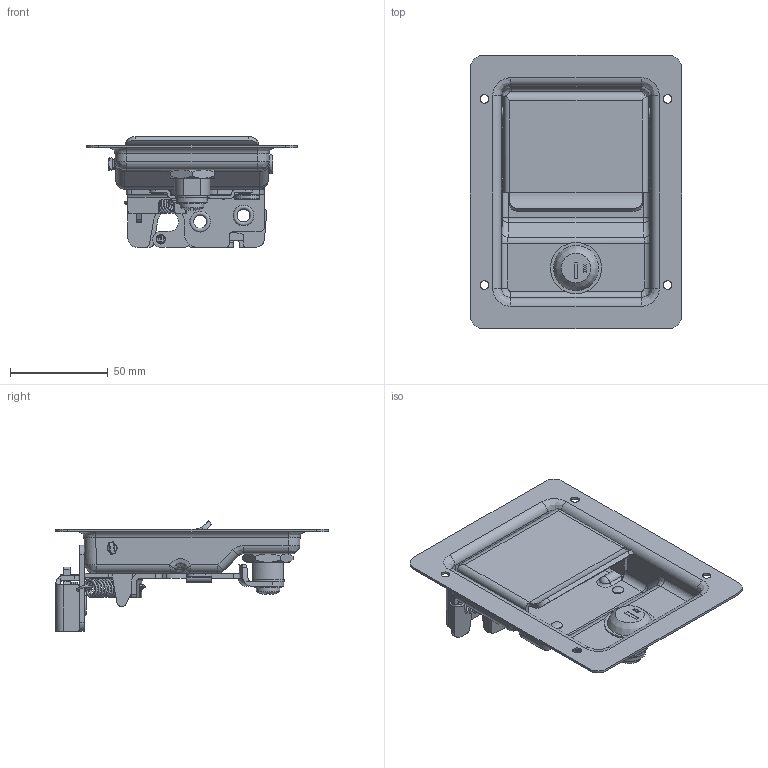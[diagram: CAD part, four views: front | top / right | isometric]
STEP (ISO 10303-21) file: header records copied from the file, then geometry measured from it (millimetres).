
FILE_DESCRIPTION((''),'2;1');
FILE_NAME('3-7901_SS.stp','2013-03-15T14:24:13',('fredp'),(''),'Autodesk Inventor 2013','Autodesk Inventor 2013','');
FILE_SCHEMA(('AUTOMOTIVE_DESIGN { 1 0 10303 214 1 1 1 1 }'));
Length unit declared in the file: inch
Products named in the file (1): 3-7901_SS
Bounding box: 107.95 x 139.7 x 56.74 mm (x, y, z)
Volume: 72695.6 mm3; surface area: 89552.7 mm2
Topology: 25 solids, 25 shells, 1787 faces, 4670 edges, 3042 vertices
Faces by surface type: plane 1037, cylinder 327, bspline 316, torus 58, cone 24, sphere 19, revolution 6
Full cylindrical faces by diameter (mm): 1.016 x4, 2.337 x1, 3.124 x2, 3.175 x1, 3.366 x2, 3.962 x1, 4.318 x2, 4.366 x4, 4.572 x1, 4.775 x1, 4.826 x2, 5.055 x4, 5.334 x2, 5.588 x1, 5.664 x2, 6.287 x1, 6.515 x1, 6.629 x2, 8.42 x4, 9.525 x1, 9.665 x1, 9.97 x1, 11.113 x2, 11.367 x2, 11.938 x1, 12.7 x3, 14.224 x1, 15.02 x1, 26.187 x1
Entity records: 63683 total; most frequent: CARTESIAN_POINT 19739, ORIENTED_EDGE 9086, DIRECTION 7681, EDGE_CURVE 4543, VECTOR 3029, LINE 3029, VERTEX_POINT 3028, AXIS2_PLACEMENT_3D 2323
